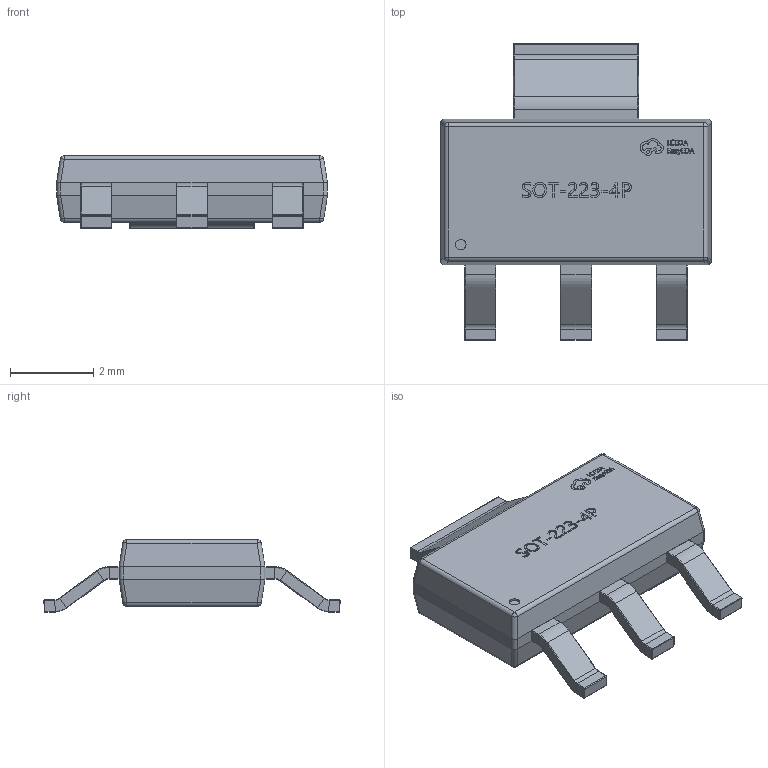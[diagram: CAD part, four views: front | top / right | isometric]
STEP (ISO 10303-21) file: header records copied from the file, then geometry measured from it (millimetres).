
FILE_DESCRIPTION(/* description */ (''),/* implementation_level */ '2;1');
FILE_NAME(/* name */ '3D_PCB1_2023-06-11 v2.step',/* time_stamp */ '2023-06-11T10:18:08+08:00',/* author */ (''),/* organization */ (''),/* preprocessor_version */ 'ST-DEVELOPER v19.2',/* originating_system */ 'Autodesk Translation Framework v12.6.0.85',/* authorisation */ '');
FILE_SCHEMA (('AUTOMOTIVE_DESIGN { 1 0 10303 214 3 1 1 }'));
Length unit declared in the file: millimetre
Products named in the file (4): 3D_PCB1_2023-06-11; U1; SOT_223; COMPOUND (1)
Assembly tree (3 placements, depth 4):
  3D_PCB1_2023-06-11
    U1
      SOT_223
        COMPOUND (1)
Bounding box: 6.5 x 7.11 x 1.75 mm (x, y, z)
Volume: 38.2 mm3; surface area: 101.6 mm2
Topology: 18 solids, 18 shells, 651 faces, 1585 edges, 990 vertices
Faces by surface type: plane 328, bspline 166, cylinder 101, torus 32, sphere 24
Full cylindrical faces by diameter (mm): 0.25 x1
Entity records: 23856 total; most frequent: CARTESIAN_POINT 8588, ORIENTED_EDGE 3168, DIRECTION 2644, EDGE_CURVE 1584, LINE 1008, VECTOR 1008, VERTEX_POINT 990, AXIS2_PLACEMENT_3D 818
